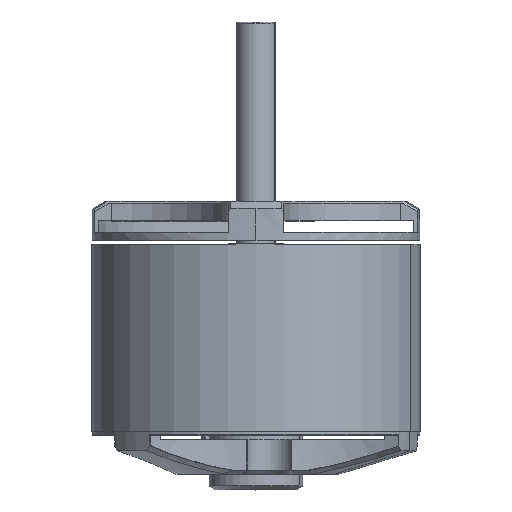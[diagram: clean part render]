
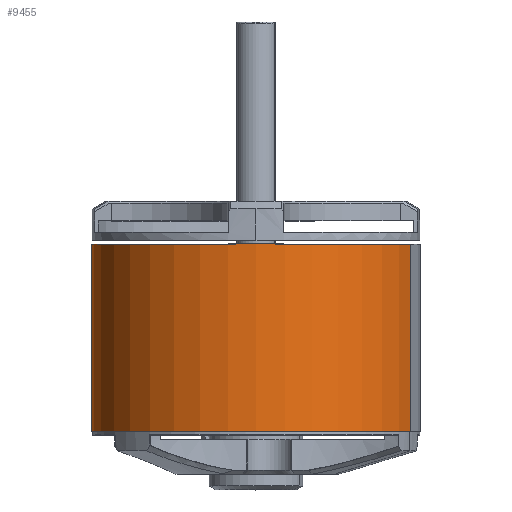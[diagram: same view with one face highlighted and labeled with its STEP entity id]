
A CAD part, top view. The second image highlights one B-rep face of the part: STEP entity #9455.
In plain terms, the highlighted cylindrical face has radius 21.1 mm (diameter 42.2 mm), a partial arc.
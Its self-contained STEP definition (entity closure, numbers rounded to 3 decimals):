
#927 = DIRECTION ( 'NONE',  ( 0., 1., 0. ) ) ;
#2193 = CARTESIAN_POINT ( 'NONE',  ( 0., -84.18, 21.1 ) ) ;
#3178 = VECTOR ( 'NONE', #927, 1000. ) ;
#3363 = CARTESIAN_POINT ( 'NONE',  ( 0., -24., 21.1 ) ) ;
#3416 = EDGE_LOOP ( 'NONE', ( #5442, #8246, #9259, #8422 ) ) ;
#3942 = VERTEX_POINT ( 'NONE', #4948 ) ;
#4034 = CARTESIAN_POINT ( 'NONE',  ( 0., -84.18, -21.1 ) ) ;
#4516 = AXIS2_PLACEMENT_3D ( 'NONE', #4804, #16582, #12367 ) ;
#4804 = CARTESIAN_POINT ( 'NONE',  ( 0., -84.18, 0. ) ) ;
#4948 = CARTESIAN_POINT ( 'NONE',  ( 0., 0., 21.1 ) ) ;
#5013 = CARTESIAN_POINT ( 'NONE',  ( 0., -24., -21.1 ) ) ;
#5442 = ORIENTED_EDGE ( 'NONE', *, *, #14299, .F. ) ;
#6093 = DIRECTION ( 'NONE',  ( 0., 1., 0. ) ) ;
#6912 = AXIS2_PLACEMENT_3D ( 'NONE', #7482, #6093, #12553 ) ;
#7046 = CARTESIAN_POINT ( 'NONE',  ( 0., 0., -21.1 ) ) ;
#7482 = CARTESIAN_POINT ( 'NONE',  ( 0., -24., 0. ) ) ;
#7607 = LINE ( 'NONE', #2193, #3178 ) ;
#8044 = VECTOR ( 'NONE', #9125, 1000. ) ;
#8246 = ORIENTED_EDGE ( 'NONE', *, *, #9026, .T. ) ;
#8422 = ORIENTED_EDGE ( 'NONE', *, *, #9381, .F. ) ;
#8492 = VERTEX_POINT ( 'NONE', #3363 ) ;
#8778 = AXIS2_PLACEMENT_3D ( 'NONE', #14637, #13552, #11006 ) ;
#9026 = EDGE_CURVE ( 'NONE', #12392, #8492, #13616, .T. ) ;
#9125 = DIRECTION ( 'NONE',  ( 0., 1., 0. ) ) ;
#9259 = ORIENTED_EDGE ( 'NONE', *, *, #13382, .T. ) ;
#9381 = EDGE_CURVE ( 'NONE', #14501, #3942, #9858, .T. ) ;
#9455 = ADVANCED_FACE ( 'NONE', ( #11665 ), #14875, .T. ) ;
#9858 = CIRCLE ( 'NONE', #8778, 21.1 ) ;
#10391 = LINE ( 'NONE', #4034, #8044 ) ;
#11006 = DIRECTION ( 'NONE',  ( 0., 0., 1. ) ) ;
#11665 = FACE_OUTER_BOUND ( 'NONE', #3416, .T. ) ;
#12367 = DIRECTION ( 'NONE',  ( 0., 0., 1. ) ) ;
#12392 = VERTEX_POINT ( 'NONE', #5013 ) ;
#12553 = DIRECTION ( 'NONE',  ( 0., 0., -1. ) ) ;
#13382 = EDGE_CURVE ( 'NONE', #8492, #3942, #7607, .T. ) ;
#13552 = DIRECTION ( 'NONE',  ( 0., 1., 0. ) ) ;
#13616 = CIRCLE ( 'NONE', #6912, 21.1 ) ;
#14299 = EDGE_CURVE ( 'NONE', #12392, #14501, #10391, .T. ) ;
#14501 = VERTEX_POINT ( 'NONE', #7046 ) ;
#14637 = CARTESIAN_POINT ( 'NONE',  ( 0., 0., 0. ) ) ;
#14875 = CYLINDRICAL_SURFACE ( 'NONE', #4516, 21.1 ) ;
#16582 = DIRECTION ( 'NONE',  ( 0., 1., 0. ) ) ;
